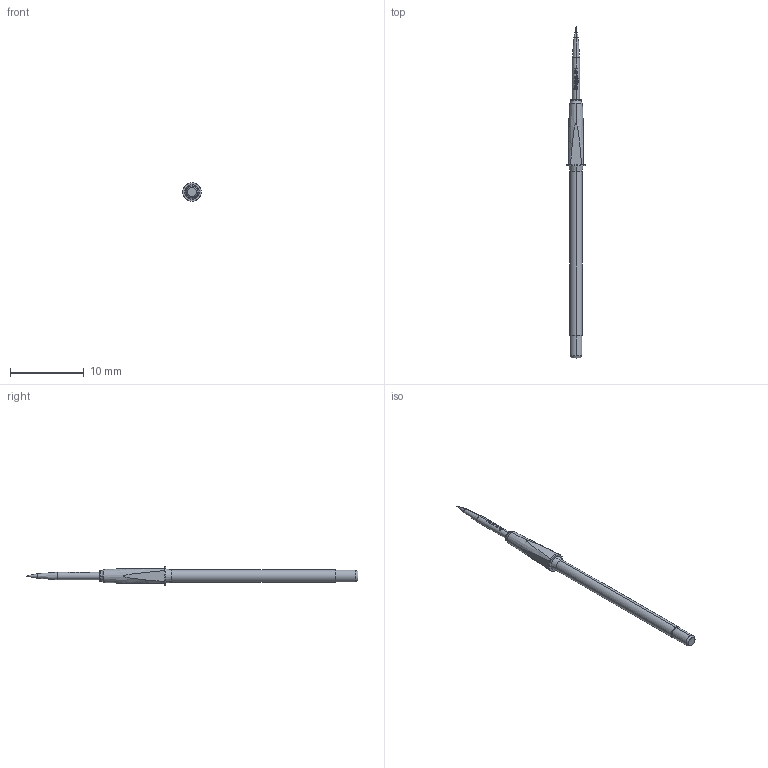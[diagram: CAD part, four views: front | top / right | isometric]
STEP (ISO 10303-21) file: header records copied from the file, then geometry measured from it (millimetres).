
FILE_DESCRIPTION (( 'STEP AP203' ), '1' );
FILE_NAME ('INGUN_GKS-112_201_108_A_xx10_MDL.STEP', '2022-01-21T09:06:26', ( 'ochi' ), ( '' ), 'SwSTEP 2.0', 'SolidWorks 2018', '' );
FILE_SCHEMA (( 'CONFIG_CONTROL_DESIGN' ));
Length unit declared in the file: millimetre
Products named in the file (1): INGUN_GKS-112_201_108_A_xx10_MDL
Bounding box: 2.5 x 45.1 x 2.5 mm (x, y, z)
Volume: 91 mm3; surface area: 225.4 mm2
Topology: 1 solids, 1 shells, 107 faces, 287 edges, 183 vertices
Faces by surface type: plane 51, bspline 22, cylinder 18, cone 10, torus 6
Entity records: 3794 total; most frequent: CARTESIAN_POINT 1210, ORIENTED_EDGE 570, DIRECTION 467, EDGE_CURVE 285, AXIS2_PLACEMENT_3D 188, VERTEX_POINT 183, EDGE_LOOP 110, FACE_OUTER_BOUND 107
